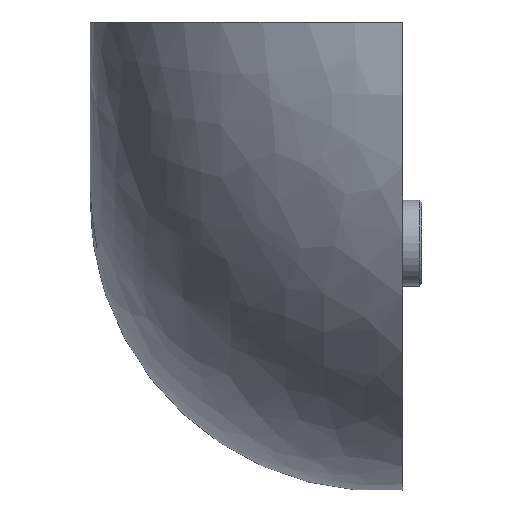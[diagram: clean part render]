
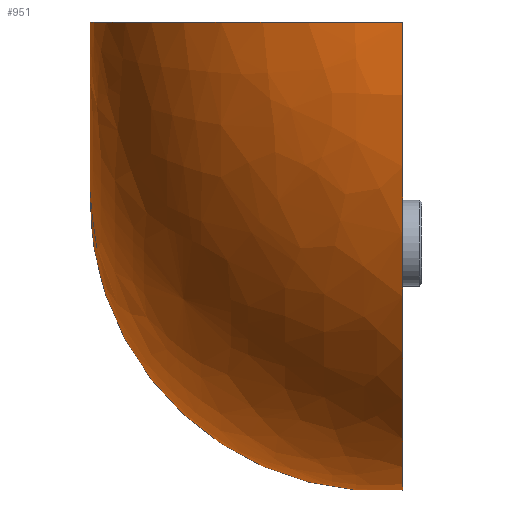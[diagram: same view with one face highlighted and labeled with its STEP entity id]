
A CAD part, left-side view. The second image highlights one B-rep face of the part: STEP entity #951.
In plain terms, the highlighted free-form (B-spline) face has degree [2, 2] with [5, 3] control points.
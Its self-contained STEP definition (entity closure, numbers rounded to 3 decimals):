
#108=(
BOUNDED_SURFACE()
B_SPLINE_SURFACE(2,2,((#2097,#2098,#2099),(#2100,#2101,#2102),(#2103,#2104,
#2105),(#2106,#2107,#2108),(#2109,#2110,#2111)),.UNSPECIFIED.,.F.,.F.,.F.)
B_SPLINE_SURFACE_WITH_KNOTS((3,2,3),(3,3),(-1.571,-0.745,
0.081),(-1.571,0.),
 .UNSPECIFIED.)
GEOMETRIC_REPRESENTATION_ITEM()
RATIONAL_B_SPLINE_SURFACE(((1.,0.707,1.),(0.916,
0.648,0.916),(1.,0.707,1.),(0.916,
0.648,0.916),(1.,0.707,1.)))
REPRESENTATION_ITEM('')
SURFACE()
);
#139=FACE_OUTER_BOUND('',#199,.T.);
#199=EDGE_LOOP('',(#795,#796,#797,#798));
#250=CIRCLE('',#1039,18.5);
#254=CIRCLE('',#1057,18.5);
#255=CIRCLE('',#1058,11.5);
#256=CIRCLE('',#1059,29.939);
#455=VERTEX_POINT('',#1963);
#456=VERTEX_POINT('',#1965);
#465=VERTEX_POINT('',#2112);
#466=VERTEX_POINT('',#2113);
#563=EDGE_CURVE('',#455,#456,#250,.T.);
#582=EDGE_CURVE('',#465,#466,#254,.T.);
#583=EDGE_CURVE('',#465,#456,#255,.T.);
#584=EDGE_CURVE('',#455,#466,#256,.T.);
#795=ORIENTED_EDGE('',*,*,#582,.F.);
#796=ORIENTED_EDGE('',*,*,#583,.T.);
#797=ORIENTED_EDGE('',*,*,#563,.F.);
#798=ORIENTED_EDGE('',*,*,#584,.T.);
#951=ADVANCED_FACE('',(#139),#108,.F.);
#1039=AXIS2_PLACEMENT_3D('',#1966,#1212,#1213);
#1057=AXIS2_PLACEMENT_3D('',#2114,#1256,#1257);
#1058=AXIS2_PLACEMENT_3D('',#2115,#1258,#1259);
#1059=AXIS2_PLACEMENT_3D('',#2116,#1260,#1261);
#1212=DIRECTION('center_axis',(1.,0.,0.));
#1213=DIRECTION('ref_axis',(0.,1.,0.));
#1256=DIRECTION('center_axis',(0.,0.,
1.));
#1257=DIRECTION('ref_axis',(0.,1.,0.));
#1258=DIRECTION('center_axis',(0.,-1.,0.));
#1259=DIRECTION('ref_axis',(-1.,0.,0.));
#1260=DIRECTION('center_axis',(0.,1.,0.));
#1261=DIRECTION('ref_axis',(0.,0.,-1.));
#1963=CARTESIAN_POINT('',(0.,35.,-54.939));
#1965=CARTESIAN_POINT('',(0.,55.,-36.5));
#1966=CARTESIAN_POINT('Origin',(0.,36.5,-36.5));
#2097=CARTESIAN_POINT('Ctrl Pts',(-11.5,55.,-25.));
#2098=CARTESIAN_POINT('Ctrl Pts',(-11.5,55.,-36.5));
#2099=CARTESIAN_POINT('Ctrl Pts',(0.,55.,
-36.5));
#2100=CARTESIAN_POINT('Ctrl Pts',(-19.607,55.,-25.));
#2101=CARTESIAN_POINT('Ctrl Pts',(-19.607,55.,-44.607));
#2102=CARTESIAN_POINT('Ctrl Pts',(0.,55.,
-44.607));
#2103=CARTESIAN_POINT('Ctrl Pts',(-25.101,49.04,-25.));
#2104=CARTESIAN_POINT('Ctrl Pts',(-25.101,49.04,-50.101));
#2105=CARTESIAN_POINT('Ctrl Pts',(0.,49.04,
-50.101));
#2106=CARTESIAN_POINT('Ctrl Pts',(-30.596,43.08,-25.));
#2107=CARTESIAN_POINT('Ctrl Pts',(-30.596,43.08,-55.596));
#2108=CARTESIAN_POINT('Ctrl Pts',(0.,43.08,
-55.596));
#2109=CARTESIAN_POINT('Ctrl Pts',(-29.939,35.,-25.));
#2110=CARTESIAN_POINT('Ctrl Pts',(-29.939,35.,-54.939));
#2111=CARTESIAN_POINT('Ctrl Pts',(0.,35.,
-54.939));
#2112=CARTESIAN_POINT('',(-11.5,55.,-25.));
#2113=CARTESIAN_POINT('',(-29.939,35.,-25.));
#2114=CARTESIAN_POINT('Origin',(-11.5,36.5,-25.));
#2115=CARTESIAN_POINT('Origin',(0.,55.,-25.));
#2116=CARTESIAN_POINT('Origin',(0.,35.,-25.));
